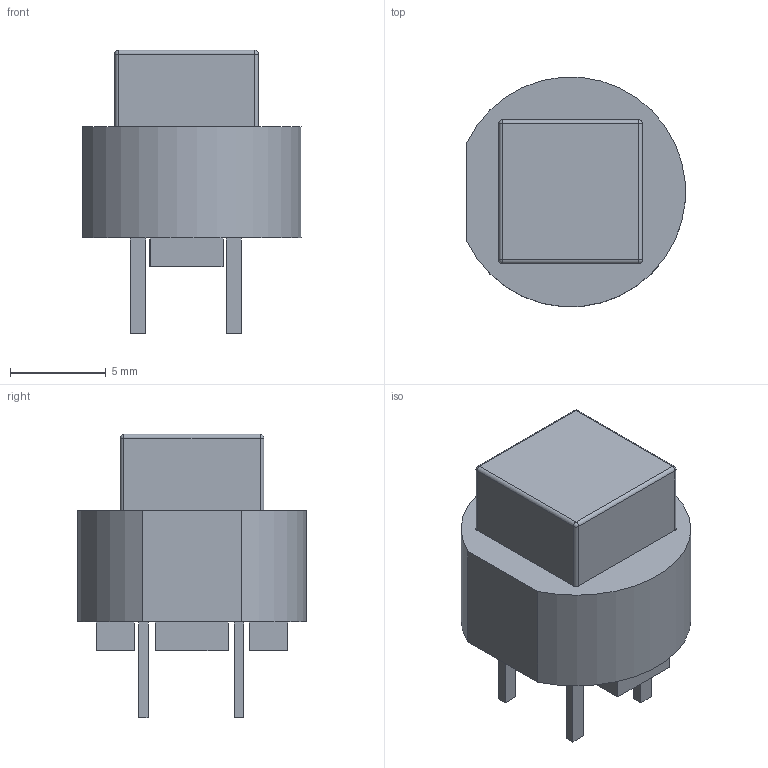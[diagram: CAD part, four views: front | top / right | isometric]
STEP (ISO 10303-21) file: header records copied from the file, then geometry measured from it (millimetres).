
FILE_DESCRIPTION(/* description */ (''),/* implementation_level */ '2;1');
FILE_NAME(/* name */ 'D6CXXF1LFS v3.step',/* time_stamp */ '2026-02-15T11:41:24+01:00',/* author */ (''),/* organization */ (''),/* preprocessor_version */ 'ST-DEVELOPER v20.1',/* originating_system */ 'Autodesk Translation Framework v14.10.0.0',/* authorisation */ '');
FILE_SCHEMA (('AUTOMOTIVE_DESIGN { 1 0 10303 214 3 1 1 }'));
Length unit declared in the file: millimetre
Products named in the file (1): D6CXXF1LFS
Bounding box: 11.39 x 11.96 x 14.8 mm (x, y, z)
Volume: 921.2 mm3; surface area: 665.4 mm2
Topology: 1 solids, 1 shells, 56 faces, 126 edges, 80 vertices
Faces by surface type: plane 43, cylinder 9, sphere 4
Entity records: 1565 total; most frequent: CARTESIAN_POINT 263, DIRECTION 258, ORIENTED_EDGE 252, EDGE_CURVE 126, LINE 108, VECTOR 108, VERTEX_POINT 80, AXIS2_PLACEMENT_3D 75
